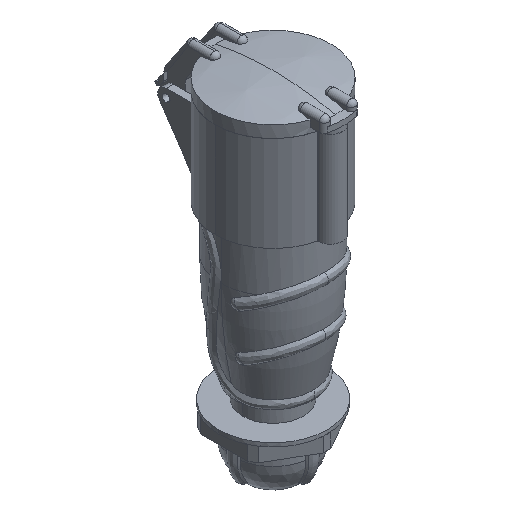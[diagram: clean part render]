
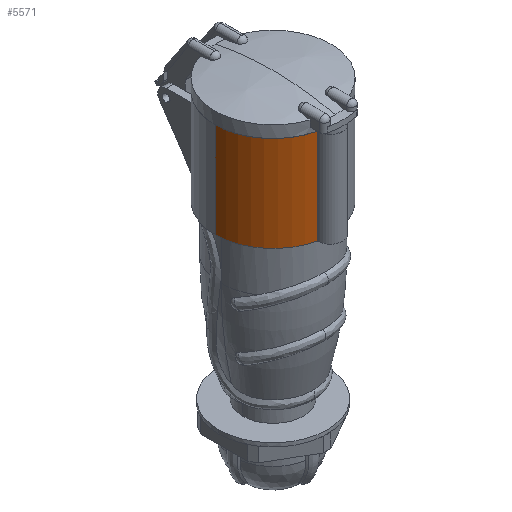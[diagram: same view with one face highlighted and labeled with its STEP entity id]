
A CAD part, isometric view. The second image highlights one B-rep face of the part: STEP entity #5571.
In plain terms, the highlighted cylindrical face has radius 32.05 mm (diameter 64.1 mm), a partial arc.
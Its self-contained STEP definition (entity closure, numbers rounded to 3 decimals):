
#187 = EDGE_CURVE ( 'NONE', #23359, #17952, #16153, .T. ) ;
#534 = CARTESIAN_POINT ( 'NONE',  ( 0., 0., 0. ) ) ;
#1073 = FACE_OUTER_BOUND ( 'NONE', #11446, .T. ) ;
#1117 = VECTOR ( 'NONE', #26857, 1000. ) ;
#1817 = DIRECTION ( 'NONE',  ( 0., 0., -1. ) ) ;
#2846 = EDGE_CURVE ( 'NONE', #19238, #23853, #30293, .T. ) ;
#3012 = CIRCLE ( 'NONE', #34277, 32.05 ) ;
#4134 = CIRCLE ( 'NONE', #7995, 32.05 ) ;
#4872 = DIRECTION ( 'NONE',  ( 0., 0., -1. ) ) ;
#5253 = ORIENTED_EDGE ( 'NONE', *, *, #2846, .T. ) ;
#5352 = EDGE_CURVE ( 'NONE', #17952, #23853, #4134, .T. ) ;
#5571 = ADVANCED_FACE ( 'NONE', ( #1073 ), #14714, .T. ) ;
#7090 = CARTESIAN_POINT ( 'NONE',  ( -32.05, 0., 0. ) ) ;
#7646 = CARTESIAN_POINT ( 'NONE',  ( 0., 0., 52.6 ) ) ;
#7897 = CARTESIAN_POINT ( 'NONE',  ( -6.792, -31.322, 26.3 ) ) ;
#7995 = AXIS2_PLACEMENT_3D ( 'NONE', #534, #30092, #11397 ) ;
#9327 = CARTESIAN_POINT ( 'NONE',  ( -32.05, 0., 4.625 ) ) ;
#11397 = DIRECTION ( 'NONE',  ( -1., 0., 0. ) ) ;
#11446 = EDGE_LOOP ( 'NONE', ( #29564, #5253, #16722, #15063 ) ) ;
#11924 = DIRECTION ( 'NONE',  ( -1., 0., 0. ) ) ;
#14714 = CYLINDRICAL_SURFACE ( 'NONE', #23188, 32.05 ) ;
#15063 = ORIENTED_EDGE ( 'NONE', *, *, #187, .F. ) ;
#16153 = LINE ( 'NONE', #7897, #1117 ) ;
#16270 = CARTESIAN_POINT ( 'NONE',  ( -6.792, -31.322, 0. ) ) ;
#16722 = ORIENTED_EDGE ( 'NONE', *, *, #5352, .F. ) ;
#17952 = VERTEX_POINT ( 'NONE', #16270 ) ;
#18342 = DIRECTION ( 'NONE',  ( -1., 0., 0. ) ) ;
#19238 = VERTEX_POINT ( 'NONE', #31333 ) ;
#19822 = CARTESIAN_POINT ( 'NONE',  ( 0., 0., 4.625 ) ) ;
#23188 = AXIS2_PLACEMENT_3D ( 'NONE', #19822, #25269, #11924 ) ;
#23359 = VERTEX_POINT ( 'NONE', #33228 ) ;
#23853 = VERTEX_POINT ( 'NONE', #7090 ) ;
#25269 = DIRECTION ( 'NONE',  ( 0., 0., -1. ) ) ;
#25940 = VECTOR ( 'NONE', #1817, 1000. ) ;
#26857 = DIRECTION ( 'NONE',  ( 0., 0., -1. ) ) ;
#26883 = EDGE_CURVE ( 'NONE', #23359, #19238, #3012, .T. ) ;
#29564 = ORIENTED_EDGE ( 'NONE', *, *, #26883, .T. ) ;
#30092 = DIRECTION ( 'NONE',  ( 0., 0., -1. ) ) ;
#30293 = LINE ( 'NONE', #9327, #25940 ) ;
#31333 = CARTESIAN_POINT ( 'NONE',  ( -32.05, 0., 52.6 ) ) ;
#33228 = CARTESIAN_POINT ( 'NONE',  ( -6.792, -31.322, 52.6 ) ) ;
#34277 = AXIS2_PLACEMENT_3D ( 'NONE', #7646, #4872, #18342 ) ;
